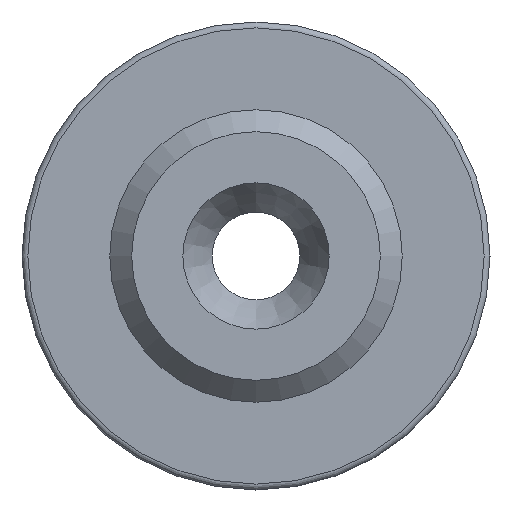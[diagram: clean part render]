
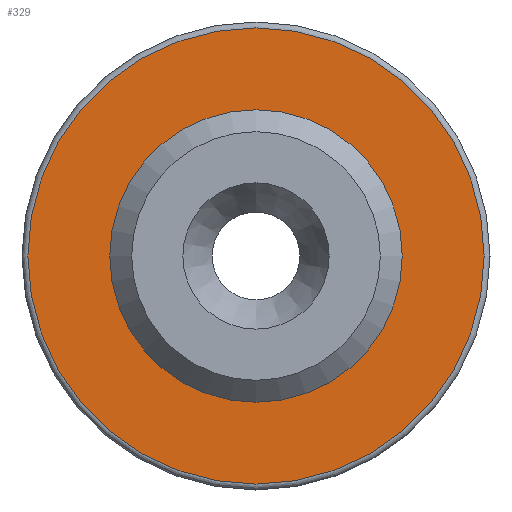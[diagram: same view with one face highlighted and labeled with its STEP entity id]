
A CAD part, left-side view. The second image highlights one B-rep face of the part: STEP entity #329.
In plain terms, the highlighted planar face has unit normal (-1, 0, 0).
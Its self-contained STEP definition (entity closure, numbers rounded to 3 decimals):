
#19 = FACE_BOUND ( 'NONE', #32, .T. ) ;
#20 = DIRECTION ( 'NONE',  ( 0., 0., 1. ) ) ;
#25 = EDGE_CURVE ( 'NONE', #85, #85, #336, .T. ) ;
#29 = AXIS2_PLACEMENT_3D ( 'NONE', #244, #160, #20 ) ;
#32 = EDGE_LOOP ( 'NONE', ( #318 ) ) ;
#40 = AXIS2_PLACEMENT_3D ( 'NONE', #141, #192, #135 ) ;
#85 = VERTEX_POINT ( 'NONE', #106 ) ;
#100 = AXIS2_PLACEMENT_3D ( 'NONE', #340, #304, #337 ) ;
#106 = CARTESIAN_POINT ( 'NONE',  ( -70., 0., 4.25 ) ) ;
#119 = EDGE_LOOP ( 'NONE', ( #203 ) ) ;
#135 = DIRECTION ( 'NONE',  ( 0., 0., 1. ) ) ;
#141 = CARTESIAN_POINT ( 'NONE',  ( -70., 0., 0. ) ) ;
#160 = DIRECTION ( 'NONE',  ( -1., 0., 0. ) ) ;
#192 = DIRECTION ( 'NONE',  ( -1., 0., 0. ) ) ;
#203 = ORIENTED_EDGE ( 'NONE', *, *, #339, .T. ) ;
#226 = CARTESIAN_POINT ( 'NONE',  ( -70., 0., 7.8 ) ) ;
#244 = CARTESIAN_POINT ( 'NONE',  ( -70., 0., 0. ) ) ;
#261 = VERTEX_POINT ( 'NONE', #226 ) ;
#304 = DIRECTION ( 'NONE',  ( 1., 0., 0. ) ) ;
#309 = PLANE ( 'NONE',  #100 ) ;
#310 = FACE_OUTER_BOUND ( 'NONE', #119, .T. ) ;
#318 = ORIENTED_EDGE ( 'NONE', *, *, #25, .F. ) ;
#329 = ADVANCED_FACE ( 'NONE', ( #19, #310 ), #309, .F. ) ;
#336 = CIRCLE ( 'NONE', #29, 4.25 ) ;
#337 = DIRECTION ( 'NONE',  ( 0., 0., -1. ) ) ;
#339 = EDGE_CURVE ( 'NONE', #261, #261, #345, .T. ) ;
#340 = CARTESIAN_POINT ( 'NONE',  ( -70., 0., -7.8 ) ) ;
#345 = CIRCLE ( 'NONE', #40, 7.8 ) ;
